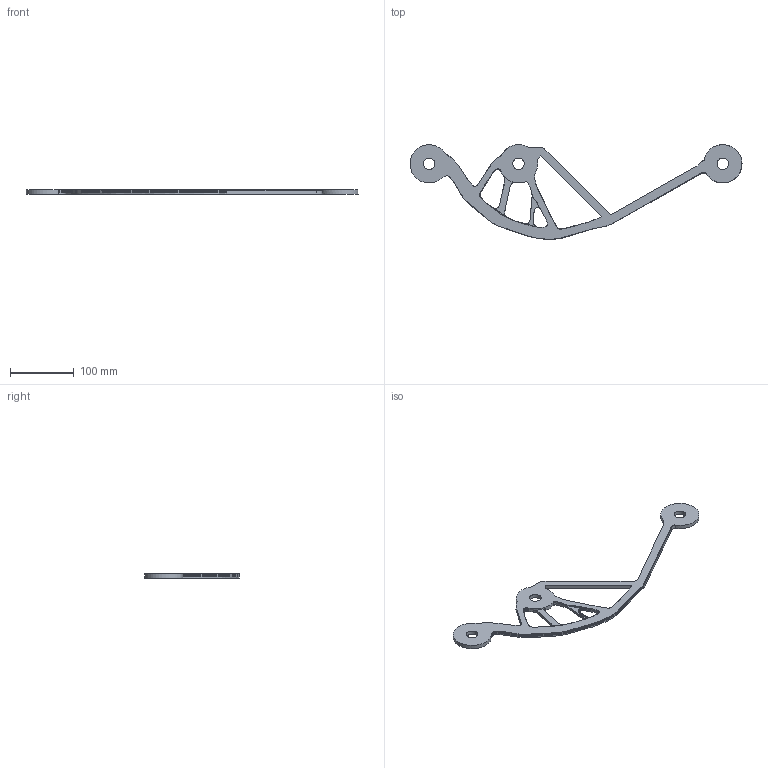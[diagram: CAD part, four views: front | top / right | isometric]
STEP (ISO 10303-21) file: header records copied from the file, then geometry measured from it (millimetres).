
FILE_DESCRIPTION(/* description */ (''),/* implementation_level */ '2;1');
FILE_NAME(/* name */ 'GenDes4.step',/* time_stamp */ '2024-02-14T15:15:30Z',/* author */ (''),/* organization */ (''),/* preprocessor_version */ 'ST-DEVELOPER v20',/* originating_system */ 'Autodesk Translation Framework v12.20.1.177',/* authorisation */ '');
FILE_SCHEMA (('AUTOMOTIVE_DESIGN { 1 0 10303 214 3 1 1 }'));
Length unit declared in the file: millimetre
Products named in the file (1): (Unsaved)
Bounding box: 519.91 x 148.19 x 6.3 mm (x, y, z)
Volume: 120813.5 mm3; surface area: 53073.3 mm2
Topology: 1 solids, 1 shells, 108 faces, 298 edges, 190 vertices
Faces by surface type: bspline 58, cylinder 25, plane 25
Full cylindrical faces by diameter (mm): 18 x3
Entity records: 4747 total; most frequent: CARTESIAN_POINT 2275, ORIENTED_EDGE 596, DIRECTION 350, EDGE_CURVE 298, VERTEX_POINT 190, LINE 130, VECTOR 130, EDGE_LOOP 120
